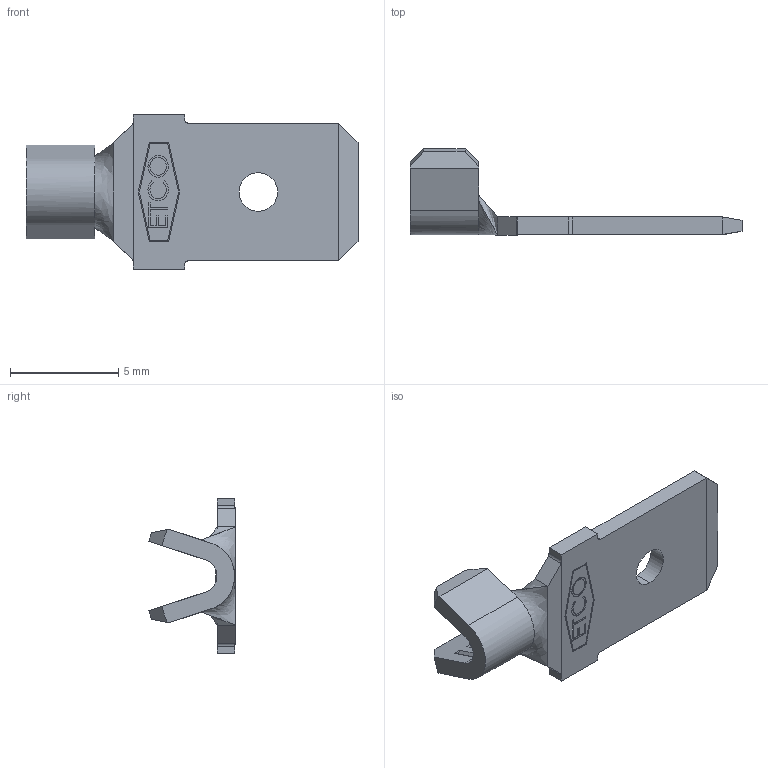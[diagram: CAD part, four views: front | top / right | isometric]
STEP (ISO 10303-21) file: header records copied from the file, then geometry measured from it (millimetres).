
FILE_DESCRIPTION (( 'STEP AP203' ), '1' );
FILE_NAME ('08001.STEP', '2015-01-29T13:46:51', ( '' ), ( '' ), 'SwSTEP 2.0', 'SolidWorks 2014', '' );
FILE_SCHEMA (( 'CONFIG_CONTROL_DESIGN' ));
Length unit declared in the file: inch
Products named in the file (1): 08001
Bounding box: 15.32 x 3.99 x 7.14 mm (x, y, z)
Volume: 78.6 mm3; surface area: 244.3 mm2
Topology: 1 solids, 1 shells, 142 faces, 365 edges, 232 vertices
Faces by surface type: plane 99, bspline 23, cylinder 14, cone 6
Entity records: 5680 total; most frequent: CARTESIAN_POINT 2285, ORIENTED_EDGE 730, DIRECTION 593, EDGE_CURVE 365, LINE 293, VECTOR 293, VERTEX_POINT 232, EDGE_LOOP 151
